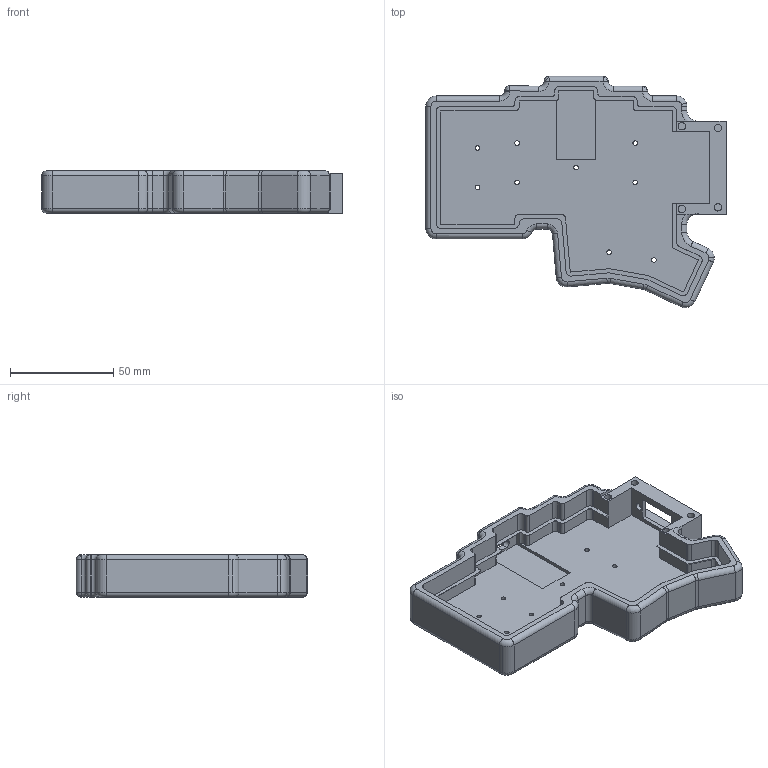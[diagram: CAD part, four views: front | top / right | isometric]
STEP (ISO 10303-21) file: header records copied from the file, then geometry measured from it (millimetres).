
FILE_DESCRIPTION(('HOOPS Exchange Step'),'2;1');
FILE_NAME('temp_export','2023-11-27T00:57:55-05:00',('jscotto'),('Shapr3D Limited'),'HOOPS Exchange 2023.2','Shapr3D','Authorized');
FILE_SCHEMA( ('AUTOMOTIVE_DESIGN { 1 0 10303 214 1 1 1 1 }') );
Length unit declared in the file: millimetre
Products named in the file (1): 3x6 - Case (Left)
Bounding box: 145.36 x 111.93 x 20.6 mm (x, y, z)
Volume: 76368.8 mm3; surface area: 43043 mm2
Topology: 1 solids, 1 shells, 330 faces, 892 edges, 562 vertices
Faces by surface type: cylinder 135, plane 121, torus 40, cone 18, bspline 16
Full cylindrical faces by diameter (mm): 2.2 x9, 3.6 x4
Entity records: 12980 total; most frequent: CARTESIAN_POINT 4450, DIRECTION 1860, ORIENTED_EDGE 1770, EDGE_CURVE 885, AXIS2_PLACEMENT_3D 702, VERTEX_POINT 562, VECTOR 456, LINE 456
